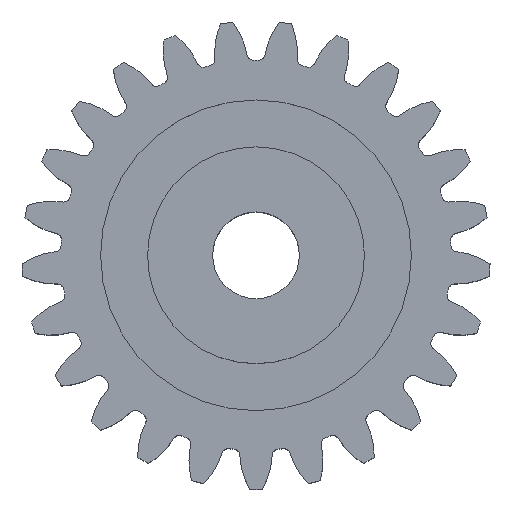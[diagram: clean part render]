
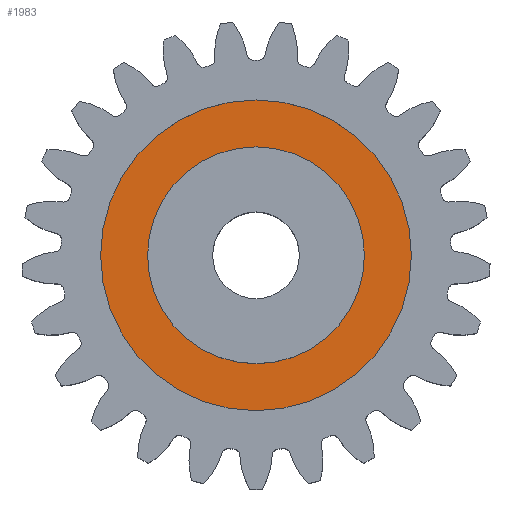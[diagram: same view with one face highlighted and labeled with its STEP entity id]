
A CAD part, top view. The second image highlights one B-rep face of the part: STEP entity #1983.
In plain terms, the highlighted planar face has unit normal (0, 0, 1).
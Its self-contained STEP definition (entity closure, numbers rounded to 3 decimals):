
#295 = EDGE_CURVE ( 'NONE', #325, #326, #2662, .T. ) ;
#304 = EDGE_CURVE ( 'NONE', #309, #316, #2731, .T. ) ;
#309 = VERTEX_POINT ( 'NONE', #2693 ) ;
#316 = VERTEX_POINT ( 'NONE', #2722 ) ;
#325 = VERTEX_POINT ( 'NONE', #2778 ) ;
#326 = VERTEX_POINT ( 'NONE', #2679 ) ;
#1977 = EDGE_CURVE ( 'NONE', #316, #309, #5635, .T. ) ;
#1980 = ORIENTED_EDGE ( 'NONE', *, *, #304, .F. ) ;
#1981 = ORIENTED_EDGE ( 'NONE', *, *, #295, .T. ) ;
#1982 = ORIENTED_EDGE ( 'NONE', *, *, #1977, .F. ) ;
#1983 = ADVANCED_FACE ( 'NONE', ( #5623, #5626 ), #5624, .F. ) ;
#1985 = EDGE_CURVE ( 'NONE', #326, #325, #5477, .T. ) ;
#2045 = EDGE_LOOP ( 'NONE', ( #1981, #2127 ) ) ;
#2117 = EDGE_LOOP ( 'NONE', ( #1982, #1980 ) ) ;
#2127 = ORIENTED_EDGE ( 'NONE', *, *, #1985, .T. ) ;
#2612 = CARTESIAN_POINT ( 'NONE',  ( 0., 0., 8.5 ) ) ;
#2640 = DIRECTION ( 'NONE',  ( -1., 0., 0. ) ) ;
#2660 = DIRECTION ( 'NONE',  ( -1., 0., 0. ) ) ;
#2661 = DIRECTION ( 'NONE',  ( 0., 0., -1. ) ) ;
#2662 = CIRCLE ( 'NONE', #2692, 7.5 ) ;
#2679 = CARTESIAN_POINT ( 'NONE',  ( 7.5, 0., 8.5 ) ) ;
#2692 = AXIS2_PLACEMENT_3D ( 'NONE', #2612, #2661, #2660 ) ;
#2693 = CARTESIAN_POINT ( 'NONE',  ( 10.75, 0., 8.5 ) ) ;
#2707 = DIRECTION ( 'NONE',  ( 0., 0., -1. ) ) ;
#2708 = CARTESIAN_POINT ( 'NONE',  ( 0., 0., 8.5 ) ) ;
#2709 = AXIS2_PLACEMENT_3D ( 'NONE', #2708, #2707, #2640 ) ;
#2722 = CARTESIAN_POINT ( 'NONE',  ( -10.75, 0., 8.5 ) ) ;
#2731 = CIRCLE ( 'NONE', #2709, 10.75 ) ;
#2778 = CARTESIAN_POINT ( 'NONE',  ( -7.5, 0., 8.5 ) ) ;
#5472 = CARTESIAN_POINT ( 'NONE',  ( 0., 0., 8.5 ) ) ;
#5477 = CIRCLE ( 'NONE', #5650, 7.5 ) ;
#5553 = DIRECTION ( 'NONE',  ( 0., 0., -1. ) ) ;
#5554 = CARTESIAN_POINT ( 'NONE',  ( 0., 0., 8.5 ) ) ;
#5623 = FACE_BOUND ( 'NONE', #2045, .T. ) ;
#5624 = PLANE ( 'NONE',  #5630 ) ;
#5625 = DIRECTION ( 'NONE',  ( 0., 0., -1. ) ) ;
#5626 = FACE_OUTER_BOUND ( 'NONE', #2117, .T. ) ;
#5627 = DIRECTION ( 'NONE',  ( -1., 0., 0. ) ) ;
#5628 = DIRECTION ( 'NONE',  ( 0., 0., -1. ) ) ;
#5629 = AXIS2_PLACEMENT_3D ( 'NONE', #5472, #5628, #5627 ) ;
#5630 = AXIS2_PLACEMENT_3D ( 'NONE', #5554, #5553, #5648 ) ;
#5635 = CIRCLE ( 'NONE', #5629, 10.75 ) ;
#5644 = CARTESIAN_POINT ( 'NONE',  ( 0., 0., 8.5 ) ) ;
#5648 = DIRECTION ( 'NONE',  ( -1., 0., 0. ) ) ;
#5649 = DIRECTION ( 'NONE',  ( -1., 0., 0. ) ) ;
#5650 = AXIS2_PLACEMENT_3D ( 'NONE', #5644, #5625, #5649 ) ;
